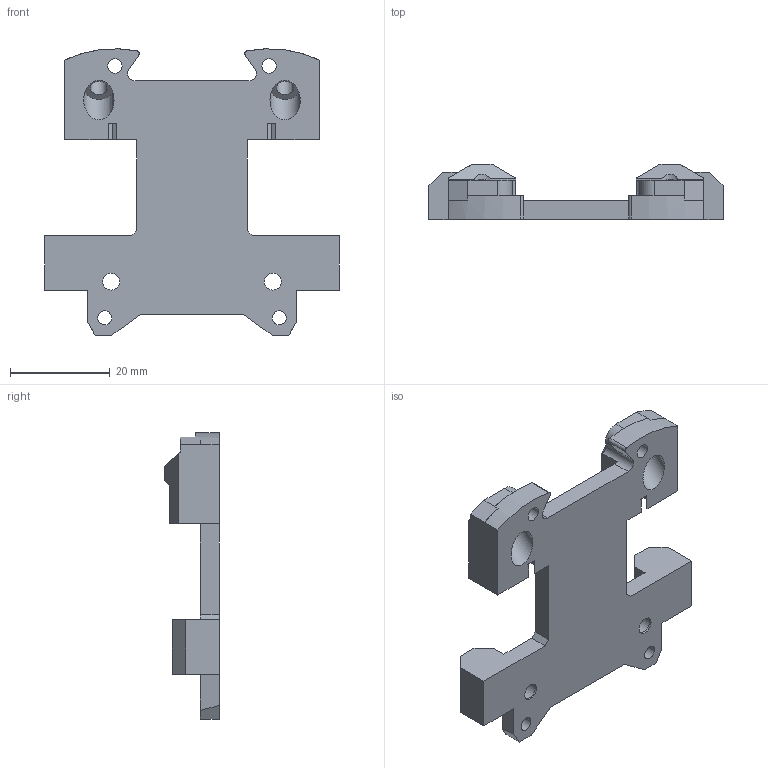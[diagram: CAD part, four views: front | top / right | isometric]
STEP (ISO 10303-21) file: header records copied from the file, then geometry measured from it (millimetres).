
FILE_DESCRIPTION(('FreeCAD Model'),'2;1');
FILE_NAME('Open CASCADE Shape Model','2024-03-29T15:57:23',(''),(''), 'Open CASCADE STEP processor 7.6','FreeCAD','Unknown');
FILE_SCHEMA(('AUTOMOTIVE_DESIGN { 1 0 10303 214 1 1 1 1 }'));
Length unit declared in the file: millimetre
Products named in the file (2): Front_TH_Side; TH_Side-Body
Assembly tree (1 placements, depth 2):
  Front_TH_Side
    TH_Side-Body
Bounding box: 59.1 x 11 x 57.51 mm (x, y, z)
Volume: 10335.1 mm3; surface area: 7599.8 mm2
Topology: 1 solids, 3 shells, 159 faces, 431 edges, 284 vertices
Faces by surface type: plane 124, cylinder 27, extrusion 8
Full cylindrical faces by diameter (mm): 2.8 x2, 2.9 x2, 3.4 x3, 4 x2, 6.1 x2
Entity records: 11353 total; most frequent: CARTESIAN_POINT 2603, DIRECTION 1630, VECTOR 1122, LINE 1114, ORIENTED_EDGE 862, PCURVE 862, DEFINITIONAL_REPRESENTATION 862, EDGE_CURVE 431
